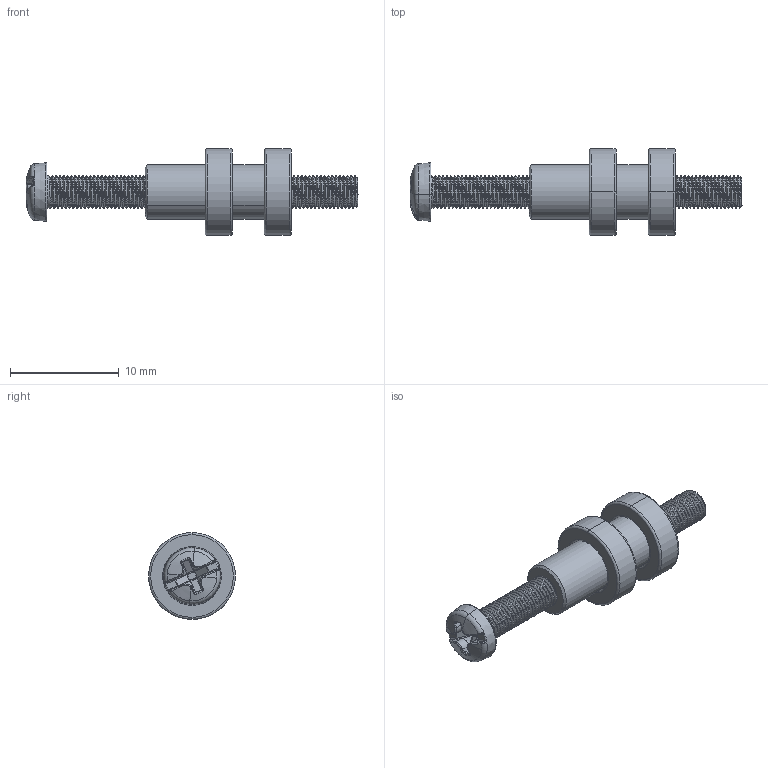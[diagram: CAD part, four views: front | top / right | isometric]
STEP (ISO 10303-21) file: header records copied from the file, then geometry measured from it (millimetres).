
FILE_DESCRIPTION(/* description */ ('CAx-IF Rec.Pracs.---Representation and Presentation of Product Manufacturing Information (PMI)---4.0---2014-10-13','CAx-IF Rec.Pracs.---3D Tessellated Geometry---0.4---2014-09-14','2;1'),/* implementation_level */ '2;1');
FILE_NAME(/* name */ 'Colonnette MB4 9808016',/* time_stamp */ '2024-09-25T15:30:52+02:00',/* author */ (''),/* organization */ (''),/* preprocessor_version */ 'ST-DEVELOPER v16.7',/* originating_system */ 'SIEMENS PLM Software NX 1867',/* authorisation */ $);
FILE_SCHEMA (('AP242_MANAGED_MODEL_BASED_3D_ENGINEERING_MIM_LF { 1 0 10303 442 1 1 4 }'));
Products named in the file (4): Colonnette  MB4 9808016; Vis 3x12 MB1 9805684; Bague plastique A2 51318; Vis 3x15 MC4 9805859
Assembly tree (4 placements, depth 2):
  Colonnette  MB4 9808016
    Vis 3x12 MB1 9805684
    Bague plastique A2 51318  x2
    Vis 3x15 MC4 9805859
Bounding box: 30.55 x 8 x 8 mm (x, y, z)
Volume: 528.7 mm3; surface area: 1217.6 mm2
Topology: 5 solids, 5 shells, 1140 faces, 2784 edges, 1648 vertices
Faces by surface type: bspline 698, cylinder 283, torus 68, plane 38, cone 29, sphere 24
Entity records: 54776 total; most frequent: CARTESIAN_POINT 34445, ORIENTED_EDGE 5492, EDGE_CURVE 2746, B_SPLINE_CURVE_WITH_KNOTS 2153, DIRECTION 1769, VERTEX_POINT 1632, EDGE_LOOP 1134, FACE_BOUND 1134
